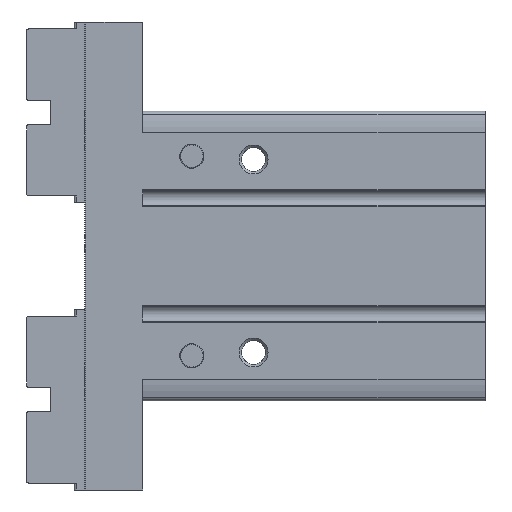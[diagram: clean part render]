
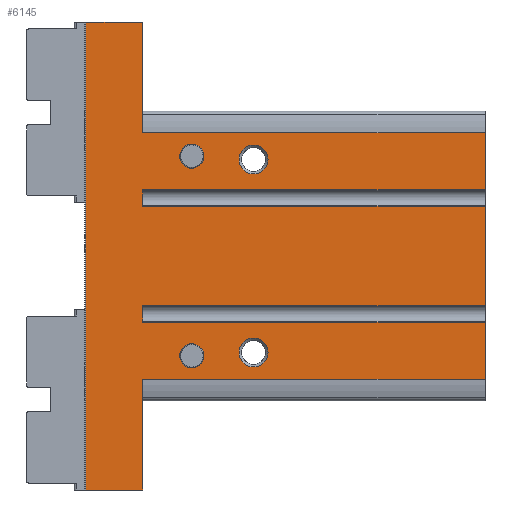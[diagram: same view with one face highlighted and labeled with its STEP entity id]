
A CAD part, left-side view. The second image highlights one B-rep face of the part: STEP entity #6145.
In plain terms, the highlighted face is planar.
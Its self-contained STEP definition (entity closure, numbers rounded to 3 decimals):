
#81=PLANE('',#6653);
#318=LINE('',#9502,#854);
#356=LINE('',#9670,#892);
#361=LINE('',#9694,#897);
#402=LINE('',#9911,#938);
#403=LINE('',#9919,#939);
#404=LINE('',#9921,#940);
#405=LINE('',#9923,#941);
#406=LINE('',#9924,#942);
#407=LINE('',#9926,#943);
#408=LINE('',#9928,#944);
#409=LINE('',#9929,#945);
#410=LINE('',#9931,#946);
#411=LINE('',#9933,#947);
#412=LINE('',#9935,#948);
#413=LINE('',#9937,#949);
#414=LINE('',#9939,#950);
#854=VECTOR('',#7394,1000.);
#892=VECTOR('',#7524,1000.);
#897=VECTOR('',#7543,1000.);
#938=VECTOR('',#7672,1000.);
#939=VECTOR('',#7681,1000.);
#940=VECTOR('',#7682,1000.);
#941=VECTOR('',#7683,1000.);
#942=VECTOR('',#7684,1000.);
#943=VECTOR('',#7685,1000.);
#944=VECTOR('',#7686,1000.);
#945=VECTOR('',#7687,1000.);
#946=VECTOR('',#7688,1000.);
#947=VECTOR('',#7689,1000.);
#948=VECTOR('',#7690,1000.);
#949=VECTOR('',#7691,1000.);
#950=VECTOR('',#7692,1000.);
#1766=ORIENTED_EDGE('',*,*,#3181,.F.);
#1767=ORIENTED_EDGE('',*,*,#3185,.F.);
#1768=ORIENTED_EDGE('',*,*,#3505,.F.);
#1769=ORIENTED_EDGE('',*,*,#3506,.F.);
#1770=ORIENTED_EDGE('',*,*,#3320,.T.);
#1771=ORIENTED_EDGE('',*,*,#3507,.F.);
#1772=ORIENTED_EDGE('',*,*,#3508,.T.);
#1773=ORIENTED_EDGE('',*,*,#3509,.T.);
#1774=ORIENTED_EDGE('',*,*,#3416,.T.);
#1775=ORIENTED_EDGE('',*,*,#3510,.F.);
#1776=ORIENTED_EDGE('',*,*,#3511,.T.);
#1777=ORIENTED_EDGE('',*,*,#3512,.T.);
#1778=ORIENTED_EDGE('',*,*,#3404,.T.);
#1779=ORIENTED_EDGE('',*,*,#3513,.F.);
#1780=ORIENTED_EDGE('',*,*,#3514,.F.);
#1781=ORIENTED_EDGE('',*,*,#3515,.F.);
#1782=ORIENTED_EDGE('',*,*,#3516,.T.);
#1783=ORIENTED_EDGE('',*,*,#3517,.T.);
#1784=ORIENTED_EDGE('',*,*,#3518,.F.);
#1785=ORIENTED_EDGE('',*,*,#3503,.T.);
#3181=EDGE_CURVE('',#4087,#4087,#4713,.T.);
#3185=EDGE_CURVE('',#4091,#4091,#4717,.T.);
#3320=EDGE_CURVE('',#4195,#4194,#318,.T.);
#3404=EDGE_CURVE('',#4279,#4278,#356,.T.);
#3416=EDGE_CURVE('',#4291,#4290,#361,.T.);
#3503=EDGE_CURVE('',#4363,#4195,#402,.T.);
#3505=EDGE_CURVE('',#4364,#4364,#4829,.T.);
#3506=EDGE_CURVE('',#4365,#4365,#4830,.T.);
#3507=EDGE_CURVE('',#4366,#4194,#403,.T.);
#3508=EDGE_CURVE('',#4366,#4367,#404,.T.);
#3509=EDGE_CURVE('',#4367,#4291,#405,.T.);
#3510=EDGE_CURVE('',#4368,#4290,#406,.T.);
#3511=EDGE_CURVE('',#4368,#4369,#407,.T.);
#3512=EDGE_CURVE('',#4369,#4279,#408,.T.);
#3513=EDGE_CURVE('',#4370,#4278,#409,.T.);
#3514=EDGE_CURVE('',#4371,#4370,#410,.T.);
#3515=EDGE_CURVE('',#4372,#4371,#411,.T.);
#3516=EDGE_CURVE('',#4372,#4373,#412,.T.);
#3517=EDGE_CURVE('',#4373,#4374,#413,.T.);
#3518=EDGE_CURVE('',#4363,#4374,#414,.T.);
#4087=VERTEX_POINT('',#9085);
#4091=VERTEX_POINT('',#9095);
#4194=VERTEX_POINT('',#9501);
#4195=VERTEX_POINT('',#9503);
#4278=VERTEX_POINT('',#9669);
#4279=VERTEX_POINT('',#9671);
#4290=VERTEX_POINT('',#9693);
#4291=VERTEX_POINT('',#9695);
#4363=VERTEX_POINT('',#9912);
#4364=VERTEX_POINT('',#9916);
#4365=VERTEX_POINT('',#9918);
#4366=VERTEX_POINT('',#9920);
#4367=VERTEX_POINT('',#9922);
#4368=VERTEX_POINT('',#9925);
#4369=VERTEX_POINT('',#9927);
#4370=VERTEX_POINT('',#9930);
#4371=VERTEX_POINT('',#9932);
#4372=VERTEX_POINT('',#9934);
#4373=VERTEX_POINT('',#9936);
#4374=VERTEX_POINT('',#9938);
#4713=CIRCLE('',#6482,2.5);
#4717=CIRCLE('',#6488,2.5);
#4829=CIRCLE('',#6654,3.);
#4830=CIRCLE('',#6655,3.);
#5107=EDGE_LOOP('',(#1766));
#5108=EDGE_LOOP('',(#1767));
#5109=EDGE_LOOP('',(#1768));
#5110=EDGE_LOOP('',(#1769));
#5111=EDGE_LOOP('',(#1770,#1771,#1772,#1773,#1774,#1775,#1776,#1777,#1778,
#1779,#1780,#1781,#1782,#1783,#1784,#1785));
#5559=FACE_BOUND('',#5107,.T.);
#5560=FACE_BOUND('',#5108,.T.);
#5561=FACE_BOUND('',#5109,.T.);
#5562=FACE_BOUND('',#5110,.T.);
#5563=FACE_BOUND('',#5111,.T.);
#6145=ADVANCED_FACE('',(#5559,#5560,#5561,#5562,#5563),#81,.F.);
#6482=AXIS2_PLACEMENT_3D('',#9084,#7175,#7176);
#6488=AXIS2_PLACEMENT_3D('',#9094,#7187,#7188);
#6653=AXIS2_PLACEMENT_3D('',#9914,#7675,#7676);
#6654=AXIS2_PLACEMENT_3D('',#9915,#7677,#7678);
#6655=AXIS2_PLACEMENT_3D('',#9917,#7679,#7680);
#7175=DIRECTION('',(0.,0.,1.));
#7176=DIRECTION('',(1.,0.,0.));
#7187=DIRECTION('',(0.,0.,1.));
#7188=DIRECTION('',(1.,0.,0.));
#7394=DIRECTION('',(1.,0.,0.));
#7524=DIRECTION('',(1.,0.,0.));
#7543=DIRECTION('',(1.,0.,0.));
#7672=DIRECTION('',(0.,-1.,0.));
#7675=DIRECTION('',(0.,0.,-1.));
#7676=DIRECTION('',(-1.,0.,0.));
#7677=DIRECTION('',(0.,0.,1.));
#7678=DIRECTION('',(1.,0.,0.));
#7679=DIRECTION('',(0.,0.,1.));
#7680=DIRECTION('',(1.,0.,0.));
#7681=DIRECTION('',(0.,-1.,0.));
#7682=DIRECTION('',(1.,0.,0.));
#7683=DIRECTION('',(0.,-1.,0.));
#7684=DIRECTION('',(0.,-1.,0.));
#7685=DIRECTION('',(1.,0.,0.));
#7686=DIRECTION('',(0.,-1.,0.));
#7687=DIRECTION('',(0.,-1.,0.));
#7688=DIRECTION('',(-1.,0.,0.));
#7689=DIRECTION('',(0.,-1.,0.));
#7690=DIRECTION('',(-1.,0.,0.));
#7691=DIRECTION('',(0.,-1.,0.));
#7692=DIRECTION('',(-1.,0.,0.));
#9084=CARTESIAN_POINT('',(-20.7,60.8,20.));
#9085=CARTESIAN_POINT('',(-18.2,60.8,20.));
#9094=CARTESIAN_POINT('',(20.7,60.8,20.));
#9095=CARTESIAN_POINT('',(23.2,60.8,20.));
#9501=CARTESIAN_POINT('',(-13.7,0.,20.));
#9502=CARTESIAN_POINT('',(-25.5,0.,20.));
#9503=CARTESIAN_POINT('',(-25.5,0.,20.));
#9669=CARTESIAN_POINT('',(25.5,0.,20.));
#9670=CARTESIAN_POINT('',(-25.5,0.,20.));
#9671=CARTESIAN_POINT('',(13.7,0.,20.));
#9693=CARTESIAN_POINT('',(10.3,0.,20.));
#9694=CARTESIAN_POINT('',(-25.5,0.,20.));
#9695=CARTESIAN_POINT('',(-10.3,0.,20.));
#9911=CARTESIAN_POINT('',(-25.5,71.,20.));
#9912=CARTESIAN_POINT('',(-25.5,71.,20.));
#9914=CARTESIAN_POINT('',(-25.5,71.,20.));
#9915=CARTESIAN_POINT('',(-20.,48.,20.));
#9916=CARTESIAN_POINT('',(-17.,48.,20.));
#9917=CARTESIAN_POINT('',(20.,48.,20.));
#9918=CARTESIAN_POINT('',(23.,48.,20.));
#9919=CARTESIAN_POINT('',(-13.7,71.,20.));
#9920=CARTESIAN_POINT('',(-13.7,71.,20.));
#9921=CARTESIAN_POINT('',(-13.7,71.,20.));
#9922=CARTESIAN_POINT('',(-10.3,71.,20.));
#9923=CARTESIAN_POINT('',(-10.3,71.,20.));
#9924=CARTESIAN_POINT('',(10.3,71.,20.));
#9925=CARTESIAN_POINT('',(10.3,71.,20.));
#9926=CARTESIAN_POINT('',(10.3,71.,20.));
#9927=CARTESIAN_POINT('',(13.7,71.,20.));
#9928=CARTESIAN_POINT('',(13.7,71.,20.));
#9929=CARTESIAN_POINT('',(25.5,71.,20.));
#9930=CARTESIAN_POINT('',(25.5,71.,20.));
#9931=CARTESIAN_POINT('',(48.5,71.,20.));
#9932=CARTESIAN_POINT('',(48.5,71.,20.));
#9933=CARTESIAN_POINT('',(48.5,82.8,20.));
#9934=CARTESIAN_POINT('',(48.5,82.8,20.));
#9935=CARTESIAN_POINT('',(48.5,82.8,20.));
#9936=CARTESIAN_POINT('',(-48.5,82.8,20.));
#9937=CARTESIAN_POINT('',(-48.5,82.8,20.));
#9938=CARTESIAN_POINT('',(-48.5,71.,20.));
#9939=CARTESIAN_POINT('',(48.5,71.,20.));
